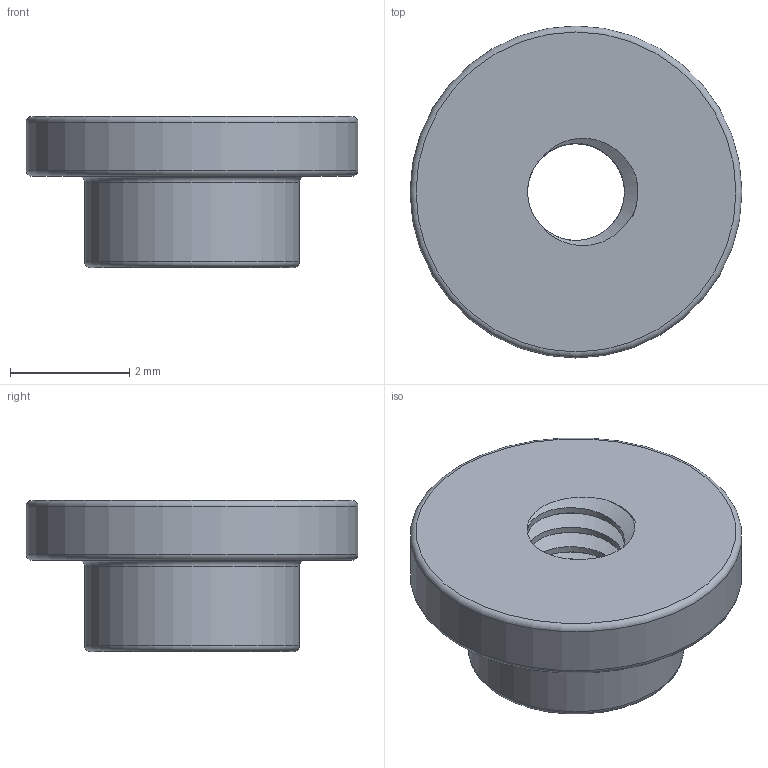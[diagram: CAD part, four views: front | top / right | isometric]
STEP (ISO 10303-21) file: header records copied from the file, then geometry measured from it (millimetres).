
FILE_DESCRIPTION(/* description */ (''),/* implementation_level */ '2;1');
FILE_NAME(/* name */ 'solder_standoff_L10 v2.step',/* time_stamp */ '2023-11-20T09:28:07+01:00',/* author */ (''),/* organization */ (''),/* preprocessor_version */ 'ST-DEVELOPER v20',/* originating_system */ 'Autodesk Translation Framework v12.14.0.127',/* authorisation */ '');
FILE_SCHEMA (('AUTOMOTIVE_DESIGN { 1 0 10303 214 3 1 1 }'));
Length unit declared in the file: millimetre
Products named in the file (1): solder_standoff_L10
Bounding box: 5.56 x 5.56 x 2.53 mm (x, y, z)
Volume: 33.2 mm3; surface area: 99.6 mm2
Topology: 1 solids, 1 shells, 26 faces, 69 edges, 46 vertices
Faces by surface type: cylinder 17, torus 4, plane 3, bspline 2
Full cylindrical faces by diameter (mm): 1.623 x3, 2.074 x2, 3.6 x1, 5.56 x1
Entity records: 1818 total; most frequent: CARTESIAN_POINT 1184, ORIENTED_EDGE 138, DIRECTION 105, EDGE_CURVE 69, VERTEX_POINT 46, AXIS2_PLACEMENT_3D 45, B_SPLINE_CURVE_WITH_KNOTS 34, EDGE_LOOP 29
